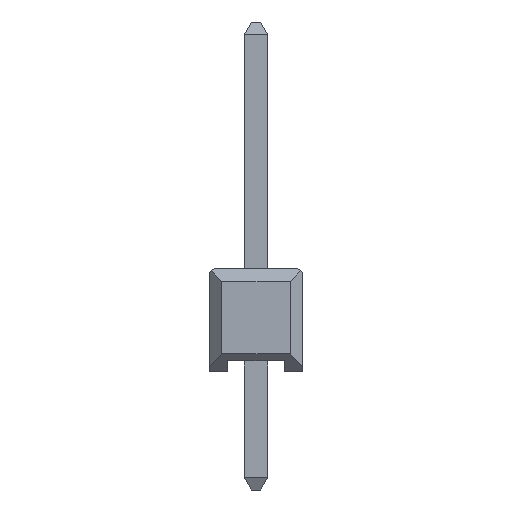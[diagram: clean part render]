
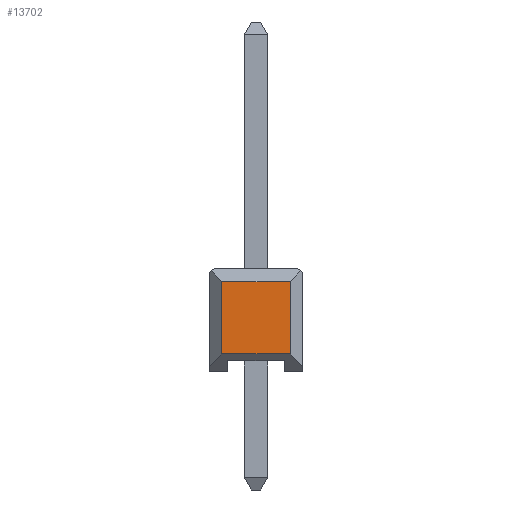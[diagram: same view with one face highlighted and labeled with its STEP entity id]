
A CAD part, left-side view. The second image highlights one B-rep face of the part: STEP entity #13702.
In plain terms, the highlighted planar face has unit normal (-1, 0, 0).
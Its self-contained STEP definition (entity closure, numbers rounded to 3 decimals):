
#12226 = PLANE('',#12227);
#12227 = AXIS2_PLACEMENT_3D('',#12228,#12229,#12230);
#12228 = CARTESIAN_POINT('',(-7.267,-1.277,
    2.827));
#12229 = DIRECTION('',(-0.707,-0.707,
    0.));
#12230 = DIRECTION('',(0.707,-0.707,0.));
#12254 = PLANE('',#12255);
#12255 = AXIS2_PLACEMENT_3D('',#12256,#12257,#12258);
#12256 = CARTESIAN_POINT('',(-7.627,-1.295,0.497));
#12257 = DIRECTION('',(-0.707,0.,
    -0.707));
#12258 = DIRECTION('',(-0.707,0.,0.707));
#12381 = PLANE('',#12382);
#12382 = AXIS2_PLACEMENT_3D('',#12383,#12384,#12385);
#12383 = CARTESIAN_POINT('',(-7.627,0.917,
    0.118));
#12384 = DIRECTION('',(-0.707,0.707,0.
    ));
#12385 = DIRECTION('',(-0.707,-0.707,0.));
#12701 = PLANE('',#12702);
#12702 = AXIS2_PLACEMENT_3D('',#12703,#12704,#12705);
#12703 = CARTESIAN_POINT('',(-7.627,-1.295,2.447));
#12704 = DIRECTION('',(-0.707,0.,0.707
    ));
#12705 = DIRECTION('',(0.707,0.,0.707));
#13151 = VERTEX_POINT('',#13152);
#13152 = CARTESIAN_POINT('',(-7.62,-0.925,2.455));
#13173 = EDGE_CURVE('',#13151,#13174,#13176,.T.);
#13174 = VERTEX_POINT('',#13175);
#13175 = CARTESIAN_POINT('',(-7.62,-0.925,0.49));
#13176 = SURFACE_CURVE('',#13177,(#13181,#13188),.PCURVE_S1.);
#13177 = LINE('',#13178,#13179);
#13178 = CARTESIAN_POINT('',(-7.62,-0.925,2.827));
#13179 = VECTOR('',#13180,1.);
#13180 = DIRECTION('',(0.,0.,-1.));
#13181 = PCURVE('',#12226,#13182);
#13182 = DEFINITIONAL_REPRESENTATION('',(#13183),#13187);
#13183 = LINE('',#13184,#13185);
#13184 = CARTESIAN_POINT('',(-0.499,0.));
#13185 = VECTOR('',#13186,1.);
#13186 = DIRECTION('',(0.,-1.));
#13187 = ( GEOMETRIC_REPRESENTATION_CONTEXT(2) 
PARAMETRIC_REPRESENTATION_CONTEXT() REPRESENTATION_CONTEXT('2D SPACE',''
  ) );
#13188 = PCURVE('',#13189,#13194);
#13189 = PLANE('',#13190);
#13190 = AXIS2_PLACEMENT_3D('',#13191,#13192,#13193);
#13191 = CARTESIAN_POINT('',(-7.62,-0.943,2.474));
#13192 = DIRECTION('',(-1.,0.,0.));
#13193 = DIRECTION('',(0.,0.,1.));
#13194 = DEFINITIONAL_REPRESENTATION('',(#13195),#13199);
#13195 = LINE('',#13196,#13197);
#13196 = CARTESIAN_POINT('',(0.352,0.018));
#13197 = VECTOR('',#13198,1.);
#13198 = DIRECTION('',(-1.,0.));
#13199 = ( GEOMETRIC_REPRESENTATION_CONTEXT(2) 
PARAMETRIC_REPRESENTATION_CONTEXT() REPRESENTATION_CONTEXT('2D SPACE',''
  ) );
#13253 = EDGE_CURVE('',#13254,#13174,#13256,.T.);
#13254 = VERTEX_POINT('',#13255);
#13255 = CARTESIAN_POINT('',(-7.62,0.925,0.49));
#13256 = SURFACE_CURVE('',#13257,(#13261,#13268),.PCURVE_S1.);
#13257 = LINE('',#13258,#13259);
#13258 = CARTESIAN_POINT('',(-7.62,-0.943,0.49));
#13259 = VECTOR('',#13260,1.);
#13260 = DIRECTION('',(0.,-1.,0.));
#13261 = PCURVE('',#12254,#13262);
#13262 = DEFINITIONAL_REPRESENTATION('',(#13263),#13267);
#13263 = LINE('',#13264,#13265);
#13264 = CARTESIAN_POINT('',(-0.01,0.352));
#13265 = VECTOR('',#13266,1.);
#13266 = DIRECTION('',(0.,-1.));
#13267 = ( GEOMETRIC_REPRESENTATION_CONTEXT(2) 
PARAMETRIC_REPRESENTATION_CONTEXT() REPRESENTATION_CONTEXT('2D SPACE',''
  ) );
#13268 = PCURVE('',#13189,#13269);
#13269 = DEFINITIONAL_REPRESENTATION('',(#13270),#13274);
#13270 = LINE('',#13271,#13272);
#13271 = CARTESIAN_POINT('',(-1.984,0.));
#13272 = VECTOR('',#13273,1.);
#13273 = DIRECTION('',(0.,-1.));
#13274 = ( GEOMETRIC_REPRESENTATION_CONTEXT(2) 
PARAMETRIC_REPRESENTATION_CONTEXT() REPRESENTATION_CONTEXT('2D SPACE',''
  ) );
#13301 = VERTEX_POINT('',#13302);
#13302 = CARTESIAN_POINT('',(-7.62,0.925,2.455));
#13326 = EDGE_CURVE('',#13301,#13254,#13327,.T.);
#13327 = SURFACE_CURVE('',#13328,(#13332,#13339),.PCURVE_S1.);
#13328 = LINE('',#13329,#13330);
#13329 = CARTESIAN_POINT('',(-7.62,0.925,2.474));
#13330 = VECTOR('',#13331,1.);
#13331 = DIRECTION('',(-0.,-0.,-1.));
#13332 = PCURVE('',#12381,#13333);
#13333 = DEFINITIONAL_REPRESENTATION('',(#13334),#13338);
#13334 = LINE('',#13335,#13336);
#13335 = CARTESIAN_POINT('',(-0.01,2.356));
#13336 = VECTOR('',#13337,1.);
#13337 = DIRECTION('',(0.,-1.));
#13338 = ( GEOMETRIC_REPRESENTATION_CONTEXT(2) 
PARAMETRIC_REPRESENTATION_CONTEXT() REPRESENTATION_CONTEXT('2D SPACE',''
  ) );
#13339 = PCURVE('',#13189,#13340);
#13340 = DEFINITIONAL_REPRESENTATION('',(#13341),#13345);
#13341 = LINE('',#13342,#13343);
#13342 = CARTESIAN_POINT('',(0.,1.868));
#13343 = VECTOR('',#13344,1.);
#13344 = DIRECTION('',(-1.,0.));
#13345 = ( GEOMETRIC_REPRESENTATION_CONTEXT(2) 
PARAMETRIC_REPRESENTATION_CONTEXT() REPRESENTATION_CONTEXT('2D SPACE',''
  ) );
#13575 = EDGE_CURVE('',#13151,#13301,#13576,.T.);
#13576 = SURFACE_CURVE('',#13577,(#13581,#13588),.PCURVE_S1.);
#13577 = LINE('',#13578,#13579);
#13578 = CARTESIAN_POINT('',(-7.62,-0.943,2.455));
#13579 = VECTOR('',#13580,1.);
#13580 = DIRECTION('',(0.,1.,0.));
#13581 = PCURVE('',#12701,#13582);
#13582 = DEFINITIONAL_REPRESENTATION('',(#13583),#13587);
#13583 = LINE('',#13584,#13585);
#13584 = CARTESIAN_POINT('',(0.01,0.352));
#13585 = VECTOR('',#13586,1.);
#13586 = DIRECTION('',(0.,1.));
#13587 = ( GEOMETRIC_REPRESENTATION_CONTEXT(2) 
PARAMETRIC_REPRESENTATION_CONTEXT() REPRESENTATION_CONTEXT('2D SPACE',''
  ) );
#13588 = PCURVE('',#13189,#13589);
#13589 = DEFINITIONAL_REPRESENTATION('',(#13590),#13594);
#13590 = LINE('',#13591,#13592);
#13591 = CARTESIAN_POINT('',(-0.02,0.));
#13592 = VECTOR('',#13593,1.);
#13593 = DIRECTION('',(0.,1.));
#13594 = ( GEOMETRIC_REPRESENTATION_CONTEXT(2) 
PARAMETRIC_REPRESENTATION_CONTEXT() REPRESENTATION_CONTEXT('2D SPACE',''
  ) );
#13702 = ADVANCED_FACE('',(#13703),#13189,.T.);
#13703 = FACE_BOUND('',#13704,.T.);
#13704 = EDGE_LOOP('',(#13705,#13706,#13707,#13708));
#13705 = ORIENTED_EDGE('',*,*,#13575,.T.);
#13706 = ORIENTED_EDGE('',*,*,#13326,.T.);
#13707 = ORIENTED_EDGE('',*,*,#13253,.T.);
#13708 = ORIENTED_EDGE('',*,*,#13173,.F.);
